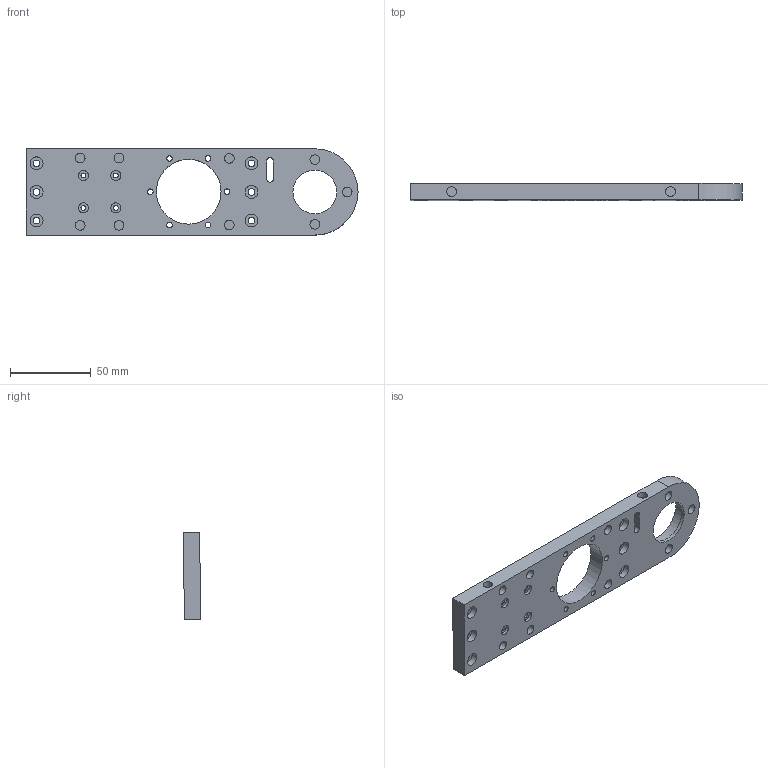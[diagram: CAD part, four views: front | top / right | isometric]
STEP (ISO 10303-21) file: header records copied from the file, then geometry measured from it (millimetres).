
FILE_DESCRIPTION(/* description */ ('','CAx-IF Rec.Pracs.---Representation and Presentation of Product Manufacturing Information (PMI)---4.0---2014-10-13'),/* implementation_level */ '2;1');
FILE_NAME(/* name */ 'side_panel_short.step',/* time_stamp */ '2025-03-08T19:18:55-05:00',/* author */ (''),/* organization */ (''),/* preprocessor_version */ 'ST-DEVELOPER v20',/* originating_system */ 'Autodesk Translation Framework v13.20.0.188',/* authorisation */ '');
FILE_SCHEMA (('AP242_MANAGED_MODEL_BASED_3D_ENGINEERING_MIM_LF { 1 0 10303 442 1 1 4 }'));
Length unit declared in the file: millimetre
Products named in the file (3): armatron_7; Wrist Joint; lower_forearm
Assembly tree (2 placements, depth 3):
  armatron_7
    Wrist Joint
      lower_forearm
Bounding box: 205 x 10.43 x 53.38 mm (x, y, z)
Volume: 81108.8 mm3; surface area: 27829.4 mm2
Topology: 1 solids, 1 shells, 79 faces, 159 edges, 106 vertices
Faces by surface type: cylinder 46, plane 33
Full cylindrical faces by diameter (mm): 3 x4, 3.5 x6, 4.1 x6, 6 x13, 6.25 x4, 8 x6, 27 x1, 32.4 x1, 40 x1
Entity records: 2271 total; most frequent: DIRECTION 419, CARTESIAN_POINT 349, ORIENTED_EDGE 318, AXIS2_PLACEMENT_3D 176, EDGE_CURVE 159, EDGE_LOOP 141, VERTEX_POINT 106, CIRCLE 92
